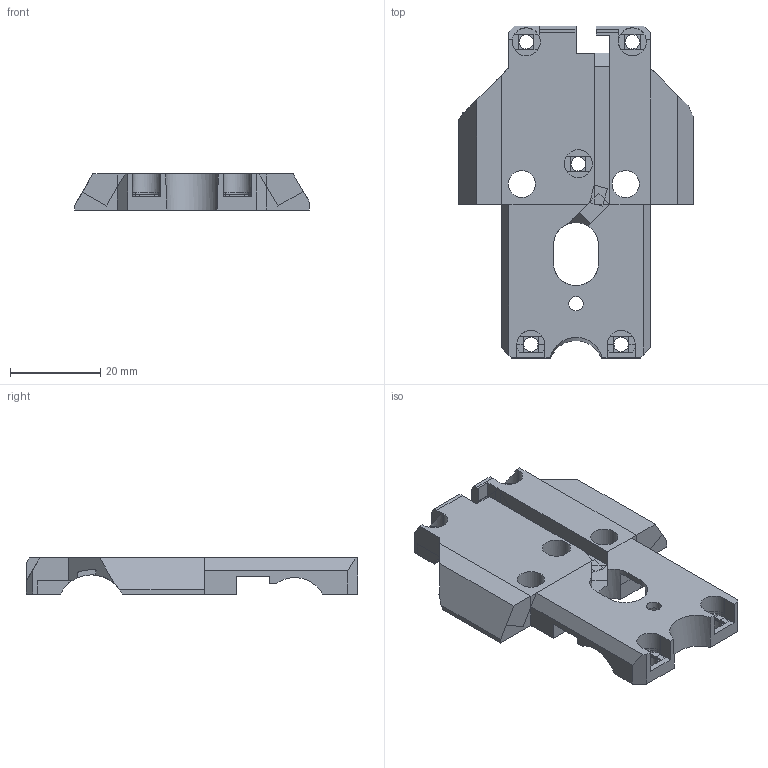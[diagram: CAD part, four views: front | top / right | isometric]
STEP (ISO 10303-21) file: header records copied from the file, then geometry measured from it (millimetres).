
FILE_DESCRIPTION(('FreeCAD Model'),'2;1');
FILE_NAME('x-carriage-back.step', '2017-12-05T20:35:22',(''),(''),'Open CASCADE STEP processor 6.8', 'FreeCAD','Unknown');
FILE_SCHEMA(('AUTOMOTIVE_DESIGN_CC2 { 1 2 10303 214 -1 1 5 4 }'));
Length unit declared in the file: millimetre
Products named in the file (1): Cut061
Bounding box: 52 x 73.5 x 8 mm (x, y, z)
Volume: 14807.4 mm3; surface area: 8414.4 mm2
Topology: 1 solids, 1 shells, 290 faces, 746 edges, 458 vertices
Faces by surface type: plane 223, cylinder 67
Full cylindrical faces by diameter (mm): 3.2 x6, 6 x2, 6.2 x1
Entity records: 18224 total; most frequent: CARTESIAN_POINT 3996, DIRECTION 2396, ORIENTED_EDGE 1492, PCURVE 1492, DEFINITIONAL_REPRESENTATION 1492, LINE 1378, VECTOR 1378, EDGE_CURVE 746
